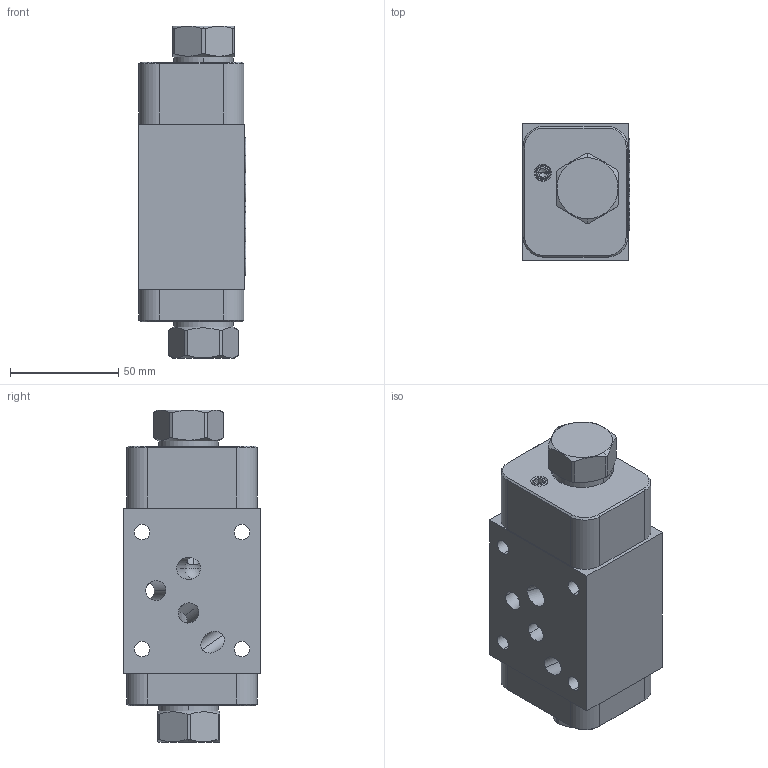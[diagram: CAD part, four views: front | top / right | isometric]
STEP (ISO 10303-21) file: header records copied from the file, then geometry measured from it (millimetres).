
FILE_DESCRIPTION((''),'2;1');
FILE_NAME('YDENXCNBA_ASM','2020-03-26T',('ProEService'),(''),'PRO/ENGINEER BY PARAMETRIC TECHNOLOGY CORPORATION, 2014200','PRO/ENGINEER BY PARAMETRIC TECHNOLOGY CORPORATION, 2014200','');
FILE_SCHEMA(('CONFIG_CONTROL_DESIGN'));
Length unit declared in the file: inch
Products named in the file (6): 150-015; COFAXEN; 340-001; 500-001-014; CXEEXCN; YDENXCNBA_ASM
Assembly tree (10 placements, depth 2):
  YDENXCNBA_ASM
    150-015
    COFAXEN
    340-001  x2
    500-001-014  x5
    CXEEXCN
Bounding box: 49.76 x 63.5 x 153.19 mm (x, y, z)
Volume: 349322.3 mm3; surface area: 74008.3 mm2
Topology: 16 solids, 17 shells, 545 faces, 1576 edges, 1223 vertices
Faces by surface type: cylinder 215, plane 131, cone 104, revolution 44, torus 36, sphere 15
Entity records: 20896 total; most frequent: CARTESIAN_POINT 7586, DIRECTION 2809, ORIENTED_EDGE 2380, EDGE_CURVE 1190, AXIS2_PLACEMENT_3D 1041, VERTEX_POINT 733, VECTOR 699, LINE 699
